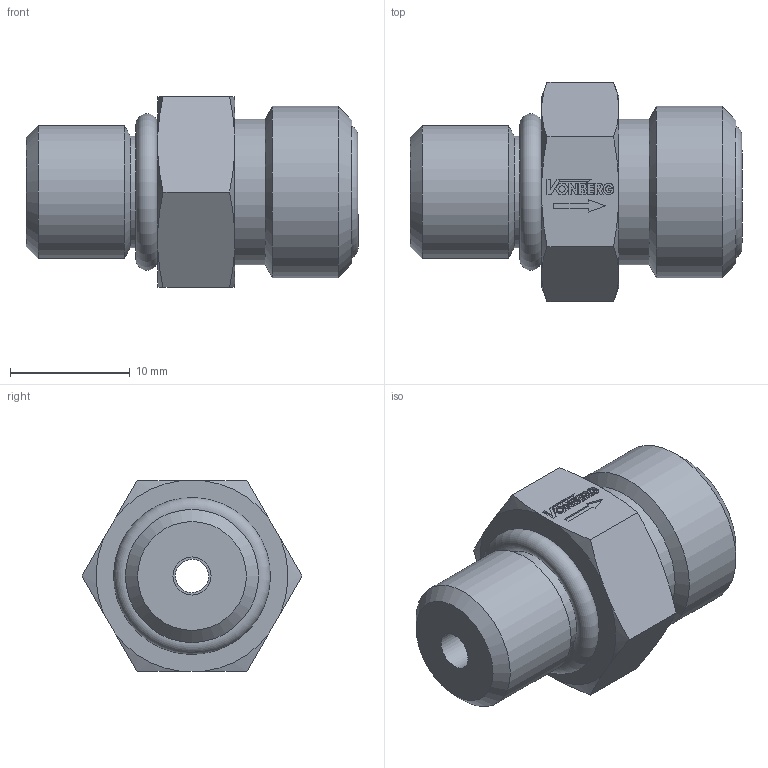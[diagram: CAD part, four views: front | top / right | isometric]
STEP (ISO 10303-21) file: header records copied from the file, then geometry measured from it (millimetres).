
FILE_DESCRIPTION((''),'2;1');
FILE_NAME('1904K.stp','2015-01-02T11:13:07',('jml'),(''),'Autodesk Inventor 2010','Autodesk Inventor 2010','');
FILE_SCHEMA(('AUTOMOTIVE_DESIGN { 1 0 10303 214 1 1 1 1 }'));
Length unit declared in the file: inch
Products named in the file (5): 1904K; 221547; 221548; 011 O-RING; 904 O-RING
Assembly tree (4 placements, depth 2):
  1904K
    221547
    221548
    011 O-RING
    904 O-RING
Bounding box: 27.69 x 18.33 x 15.88 mm (x, y, z)
Volume: 3473.2 mm3; surface area: 2739.2 mm2
Topology: 4 solids, 4 shells, 144 faces, 354 edges, 233 vertices
Faces by surface type: plane 99, cylinder 26, cone 17, torus 2
Full cylindrical faces by diameter (mm): 0.522 x1, 2.769 x1, 3.175 x1, 5.537 x1, 6.35 x1, 7.925 x1, 7.95 x1, 9.296 x1, 10.922 x1, 11.1 x1, 12.141 x1, 14.275 x1
Entity records: 4331 total; most frequent: CARTESIAN_POINT 771, DIRECTION 690, ORIENTED_EDGE 674, EDGE_CURVE 337, VECTOR 242, LINE 242, VERTEX_POINT 233, AXIS2_PLACEMENT_3D 224
